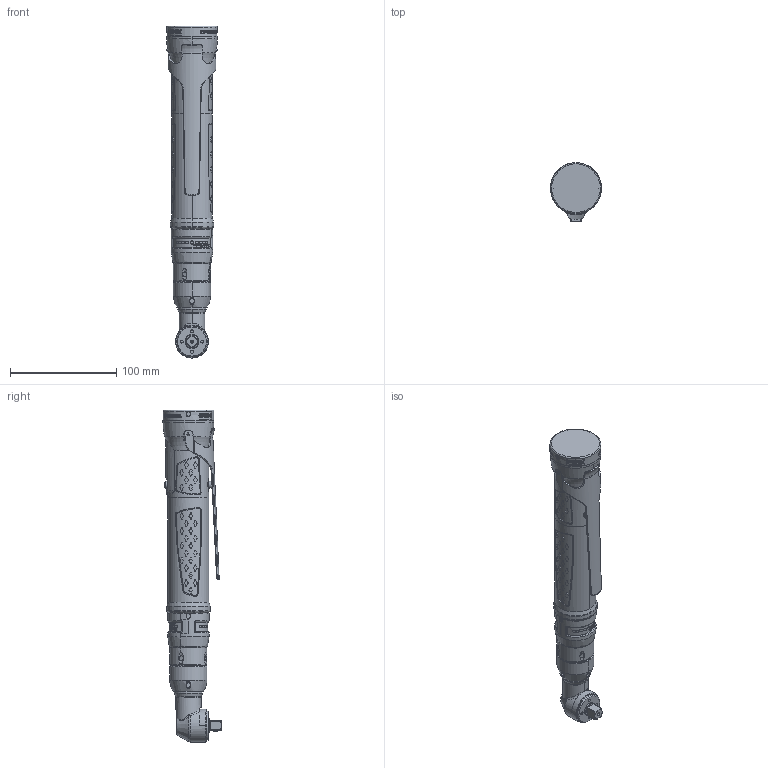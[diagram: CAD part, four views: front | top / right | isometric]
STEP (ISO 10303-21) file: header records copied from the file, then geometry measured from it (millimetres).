
FILE_DESCRIPTION((''),'2;1');
FILE_NAME('EXT_COMP_SW0006','2020-11-11T10:46:11',('INEEXTrab'),(''),'CREO PARAMETRIC BY PTC INC, 2018100','CREO PARAMETRIC BY PTC INC, 2018100','');
FILE_SCHEMA(('CONFIG_CONTROL_DESIGN'));
Products named in the file (1): EXT_COMP_SW0006
Bounding box: 48 x 54.8 x 312.87 mm (x, y, z)
Volume: 338942.3 mm3; surface area: 66776.6 mm2
Topology: 15 solids, 17 shells, 3065 faces, 7902 edges, 5051 vertices
Faces by surface type: bspline 1253, plane 769, cylinder 495, extrusion 428, torus 70, cone 45, sphere 5
Entity records: 156606 total; most frequent: CARTESIAN_POINT 93284, ORIENTED_EDGE 15784, DIRECTION 8002, EDGE_CURVE 7892, VERTEX_POINT 5050, B_SPLINE_CURVE_WITH_KNOTS 4450, VECTOR 3342, EDGE_LOOP 3274
